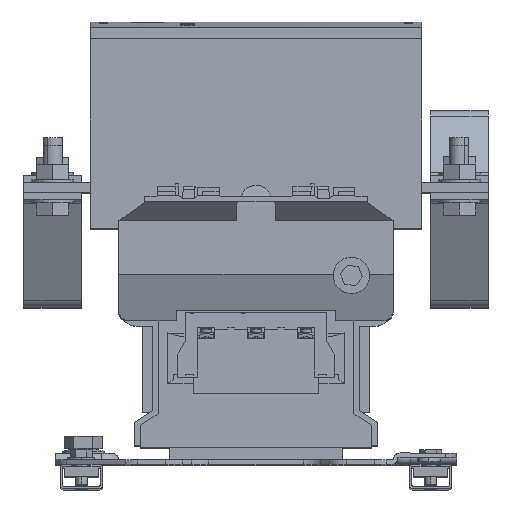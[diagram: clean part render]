
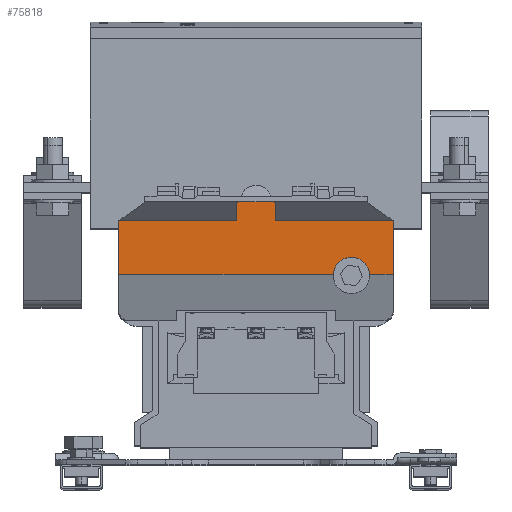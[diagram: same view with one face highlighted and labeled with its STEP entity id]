
A CAD part, top view. The second image highlights one B-rep face of the part: STEP entity #75818.
In plain terms, the highlighted planar face has unit normal (0, 0, 1).
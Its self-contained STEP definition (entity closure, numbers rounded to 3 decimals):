
#461 = PLANE ( 'NONE',  #8575 ) ;
#1304 = DIRECTION ( 'NONE',  ( 0., -1., 0. ) ) ;
#1674 = ORIENTED_EDGE ( 'NONE', *, *, #98065, .T. ) ;
#5096 = EDGE_CURVE ( 'NONE', #46969, #92413, #26293, .T. ) ;
#5861 = EDGE_CURVE ( 'NONE', #10653, #10201, #72696, .T. ) ;
#6027 = DIRECTION ( 'NONE',  ( 1., 0., 0. ) ) ;
#7382 = CIRCLE ( 'NONE', #29434, 9.5 ) ;
#8575 = AXIS2_PLACEMENT_3D ( 'NONE', #18172, #9506, #72580 ) ;
#9167 = VECTOR ( 'NONE', #17026, 1000. ) ;
#9506 = DIRECTION ( 'NONE',  ( 0., 0., -1. ) ) ;
#9962 = DIRECTION ( 'NONE',  ( 1., 0., 0. ) ) ;
#10201 = VERTEX_POINT ( 'NONE', #30057 ) ;
#10653 = VERTEX_POINT ( 'NONE', #16073 ) ;
#14262 = ORIENTED_EDGE ( 'NONE', *, *, #14807, .T. ) ;
#14495 = CARTESIAN_POINT ( 'NONE',  ( -71.5, 99., 336.5 ) ) ;
#14533 = CARTESIAN_POINT ( 'NONE',  ( -10., 136., 336.5 ) ) ;
#14807 = EDGE_CURVE ( 'NONE', #101479, #51950, #98716, .T. ) ;
#16073 = CARTESIAN_POINT ( 'NONE',  ( 71.5, 99., 336.5 ) ) ;
#16950 = EDGE_CURVE ( 'NONE', #105345, #101479, #91319, .T. ) ;
#17026 = DIRECTION ( 'NONE',  ( 0., 1., 0. ) ) ;
#18172 = CARTESIAN_POINT ( 'NONE',  ( -71.5, 127., 336.5 ) ) ;
#22370 = EDGE_LOOP ( 'NONE', ( #79320, #14262, #52309, #39557, #68455, #50870, #73481, #1674, #37474, #99881, #83822, #76204 ) ) ;
#23198 = CARTESIAN_POINT ( 'NONE',  ( -71.5, 99., 336.5 ) ) ;
#23385 = DIRECTION ( 'NONE',  ( -1., 0., 0. ) ) ;
#26293 = LINE ( 'NONE', #90653, #86775 ) ;
#29248 = VERTEX_POINT ( 'NONE', #70684 ) ;
#29434 = AXIS2_PLACEMENT_3D ( 'NONE', #51170, #113886, #60222 ) ;
#29720 = VERTEX_POINT ( 'NONE', #107757 ) ;
#30057 = CARTESIAN_POINT ( 'NONE',  ( 71.5, 127., 336.5 ) ) ;
#32282 = DIRECTION ( 'NONE',  ( 1., 0., 0. ) ) ;
#34931 = EDGE_CURVE ( 'NONE', #78208, #92413, #7382, .T. ) ;
#35528 = EDGE_CURVE ( 'NONE', #29720, #10201, #94526, .T. ) ;
#36666 = LINE ( 'NONE', #23198, #81690 ) ;
#37474 = ORIENTED_EDGE ( 'NONE', *, *, #5861, .T. ) ;
#37851 = VECTOR ( 'NONE', #37976, 1000. ) ;
#37976 = DIRECTION ( 'NONE',  ( 0., -1., 0. ) ) ;
#38271 = CARTESIAN_POINT ( 'NONE',  ( 9., 136., 336.5 ) ) ;
#39557 = ORIENTED_EDGE ( 'NONE', *, *, #101766, .F. ) ;
#43118 = DIRECTION ( 'NONE',  ( 1., 0., 0. ) ) ;
#44247 = CARTESIAN_POINT ( 'NONE',  ( 10., 137., 336.5 ) ) ;
#46969 = VERTEX_POINT ( 'NONE', #14495 ) ;
#47387 = DIRECTION ( 'NONE',  ( 0., -1., 0. ) ) ;
#48749 = VECTOR ( 'NONE', #83572, 1000. ) ;
#50870 = ORIENTED_EDGE ( 'NONE', *, *, #5096, .T. ) ;
#50909 = CARTESIAN_POINT ( 'NONE',  ( -71.5, 127., 336.5 ) ) ;
#51170 = CARTESIAN_POINT ( 'NONE',  ( 49.723, 98.537, 336.5 ) ) ;
#51950 = VERTEX_POINT ( 'NONE', #14533 ) ;
#52309 = ORIENTED_EDGE ( 'NONE', *, *, #87178, .T. ) ;
#53057 = VERTEX_POINT ( 'NONE', #62015 ) ;
#55310 = DIRECTION ( 'NONE',  ( 0., 0., 1. ) ) ;
#56530 = CARTESIAN_POINT ( 'NONE',  ( 71.5, 127., 336.5 ) ) ;
#57142 = LINE ( 'NONE', #44247, #9167 ) ;
#59903 = CARTESIAN_POINT ( 'NONE',  ( 59.212, 99., 336.5 ) ) ;
#60072 = CARTESIAN_POINT ( 'NONE',  ( -71.5, 127., 336.5 ) ) ;
#60222 = DIRECTION ( 'NONE',  ( 1., 0., 0. ) ) ;
#61075 = CARTESIAN_POINT ( 'NONE',  ( 40.234, 99., 336.5 ) ) ;
#61265 = CARTESIAN_POINT ( 'NONE',  ( -71.5, 127., 336.5 ) ) ;
#62015 = CARTESIAN_POINT ( 'NONE',  ( -71.5, 127., 336.5 ) ) ;
#64665 = VECTOR ( 'NONE', #23385, 1000. ) ;
#67903 = VECTOR ( 'NONE', #43118, 1000. ) ;
#68455 = ORIENTED_EDGE ( 'NONE', *, *, #73492, .F. ) ;
#69382 = DIRECTION ( 'NONE',  ( 0., 1., 0. ) ) ;
#70684 = CARTESIAN_POINT ( 'NONE',  ( 10., 136., 336.5 ) ) ;
#72580 = DIRECTION ( 'NONE',  ( 0., -1., 0. ) ) ;
#72696 = LINE ( 'NONE', #56530, #48749 ) ;
#73481 = ORIENTED_EDGE ( 'NONE', *, *, #34931, .F. ) ;
#73492 = EDGE_CURVE ( 'NONE', #46969, #53057, #100807, .T. ) ;
#73680 = CIRCLE ( 'NONE', #101391, 1. ) ;
#74196 = VECTOR ( 'NONE', #69382, 1000. ) ;
#75818 = ADVANCED_FACE ( 'NONE', ( #83855 ), #461, .F. ) ;
#76204 = ORIENTED_EDGE ( 'NONE', *, *, #77943, .T. ) ;
#77943 = EDGE_CURVE ( 'NONE', #29248, #105345, #73680, .T. ) ;
#78208 = VERTEX_POINT ( 'NONE', #59903 ) ;
#78748 = CARTESIAN_POINT ( 'NONE',  ( -10., 127., 336.5 ) ) ;
#79320 = ORIENTED_EDGE ( 'NONE', *, *, #16950, .T. ) ;
#81690 = VECTOR ( 'NONE', #32282, 1000. ) ;
#83572 = DIRECTION ( 'NONE',  ( 0., 1., 0. ) ) ;
#83822 = ORIENTED_EDGE ( 'NONE', *, *, #112848, .T. ) ;
#83855 = FACE_OUTER_BOUND ( 'NONE', #22370, .T. ) ;
#86775 = VECTOR ( 'NONE', #9962, 1000. ) ;
#87178 = EDGE_CURVE ( 'NONE', #51950, #111852, #103881, .T. ) ;
#87687 = AXIS2_PLACEMENT_3D ( 'NONE', #109069, #55310, #1304 ) ;
#90653 = CARTESIAN_POINT ( 'NONE',  ( -71.5, 99., 336.5 ) ) ;
#91319 = LINE ( 'NONE', #96121, #64665 ) ;
#91820 = CARTESIAN_POINT ( 'NONE',  ( -10., 137., 336.5 ) ) ;
#92413 = VERTEX_POINT ( 'NONE', #61075 ) ;
#94526 = LINE ( 'NONE', #61265, #67903 ) ;
#96121 = CARTESIAN_POINT ( 'NONE',  ( -10., 137., 336.5 ) ) ;
#98065 = EDGE_CURVE ( 'NONE', #78208, #10653, #36666, .T. ) ;
#98716 = CIRCLE ( 'NONE', #87687, 1. ) ;
#99881 = ORIENTED_EDGE ( 'NONE', *, *, #35528, .F. ) ;
#100605 = LINE ( 'NONE', #60072, #103399 ) ;
#100807 = LINE ( 'NONE', #50909, #74196 ) ;
#101115 = DIRECTION ( 'NONE',  ( 0., 0., 1. ) ) ;
#101391 = AXIS2_PLACEMENT_3D ( 'NONE', #38271, #101115, #47387 ) ;
#101479 = VERTEX_POINT ( 'NONE', #107943 ) ;
#101766 = EDGE_CURVE ( 'NONE', #53057, #111852, #100605, .T. ) ;
#101984 = CARTESIAN_POINT ( 'NONE',  ( 9., 137., 336.5 ) ) ;
#103399 = VECTOR ( 'NONE', #6027, 1000. ) ;
#103881 = LINE ( 'NONE', #91820, #37851 ) ;
#105345 = VERTEX_POINT ( 'NONE', #101984 ) ;
#107757 = CARTESIAN_POINT ( 'NONE',  ( 10., 127., 336.5 ) ) ;
#107943 = CARTESIAN_POINT ( 'NONE',  ( -9., 137., 336.5 ) ) ;
#109069 = CARTESIAN_POINT ( 'NONE',  ( -9., 136., 336.5 ) ) ;
#111852 = VERTEX_POINT ( 'NONE', #78748 ) ;
#112848 = EDGE_CURVE ( 'NONE', #29720, #29248, #57142, .T. ) ;
#113886 = DIRECTION ( 'NONE',  ( 0., 0., 1. ) ) ;
